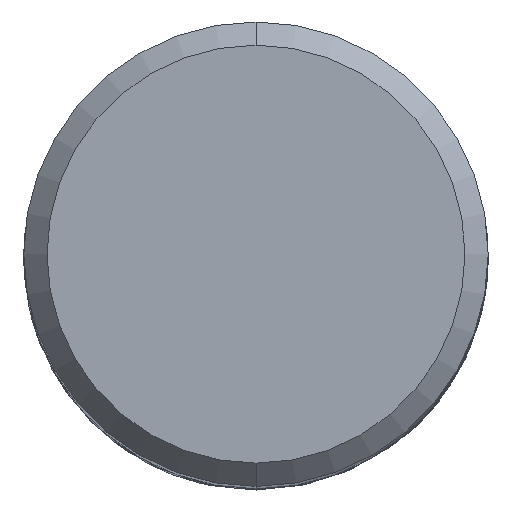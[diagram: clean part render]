
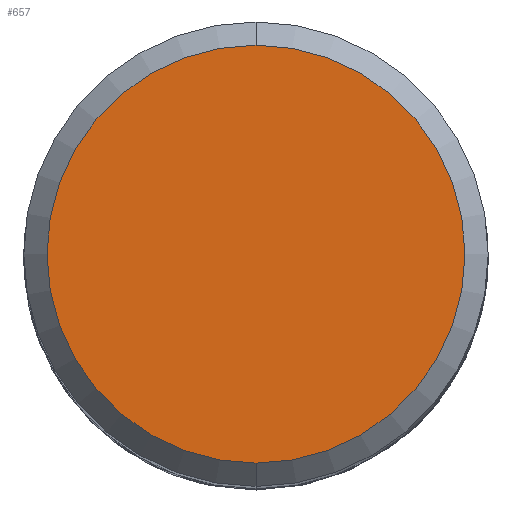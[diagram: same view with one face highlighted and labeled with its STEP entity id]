
A CAD part, top view. The second image highlights one B-rep face of the part: STEP entity #657.
In plain terms, the highlighted planar face has unit normal (0, 0, 1).
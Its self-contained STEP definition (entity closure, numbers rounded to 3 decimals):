
#487=VERTEX_POINT('',#1414);
#531=VERTEX_POINT('',#1461);
#537=EDGE_CURVE('',#487,#531,#1467,.T.);
#657=ADVANCED_FACE('',(#1601),#1602,.T.);
#841=EDGE_CURVE('',#531,#487,#1801,.T.);
#1414=CARTESIAN_POINT('',(0.0,9.0,0.0));
#1461=CARTESIAN_POINT('',(0.,-9.0,0.0));
#1467=CIRCLE('',#3123,9.0);
#1601=FACE_OUTER_BOUND('',#5815,.T.);
#1602=PLANE('',#5816);
#1801=CIRCLE('',#8055,9.0);
#3123=AXIS2_PLACEMENT_3D('',#15644,#15645,#15646);
#5815=EDGE_LOOP('',(#15795,#15796));
#5816=AXIS2_PLACEMENT_3D('',#15797,#15798,#15799);
#8055=AXIS2_PLACEMENT_3D('',#15977,#15978,#15979);
#15644=CARTESIAN_POINT('',(0.0,0.0,0.0));
#15645=DIRECTION('',(0.0,0.0,-1.0));
#15646=DIRECTION('',(0.0,1.0,0.0));
#15795=ORIENTED_EDGE('',*,*,#537,.F.);
#15796=ORIENTED_EDGE('',*,*,#841,.F.);
#15797=CARTESIAN_POINT('',(0.0,4.5,0.0));
#15798=DIRECTION('',(-0.0,0.0,1.0));
#15799=DIRECTION('',(0.0,-1.0,0.0));
#15977=CARTESIAN_POINT('',(0.0,0.0,0.0));
#15978=DIRECTION('',(0.0,0.0,-1.0));
#15979=DIRECTION('',(0.0,1.0,0.0));
